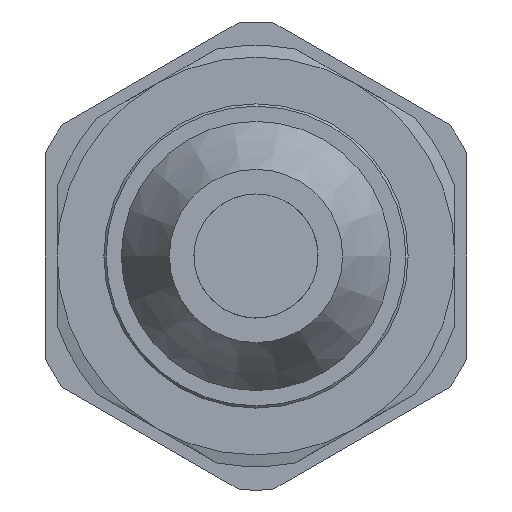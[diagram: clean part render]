
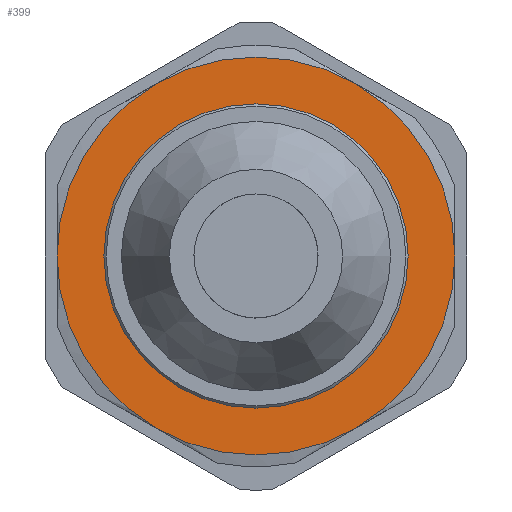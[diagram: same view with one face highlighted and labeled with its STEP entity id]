
A CAD part, left-side view. The second image highlights one B-rep face of the part: STEP entity #399.
In plain terms, the highlighted planar face has unit normal (-1, 0, 0).
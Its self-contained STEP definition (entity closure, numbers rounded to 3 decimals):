
#172=FACE_BOUND('',#665,.T.);
#173=FACE_BOUND('',#666,.T.);
#236=PLANE('',#2141);
#399=ADVANCED_FACE('',(#172,#173),#236,.T.);
#665=EDGE_LOOP('',(#1055));
#666=EDGE_LOOP('',(#1056,#1057,#1058,#1059,#1060,#1061));
#1055=ORIENTED_EDGE('',*,*,#1760,.T.);
#1056=ORIENTED_EDGE('',*,*,#1761,.T.);
#1057=ORIENTED_EDGE('',*,*,#1762,.T.);
#1058=ORIENTED_EDGE('',*,*,#1763,.T.);
#1059=ORIENTED_EDGE('',*,*,#1764,.T.);
#1060=ORIENTED_EDGE('',*,*,#1765,.T.);
#1061=ORIENTED_EDGE('',*,*,#1766,.T.);
#1568=VERTEX_POINT('',#2907);
#1569=VERTEX_POINT('',#2910);
#1570=VERTEX_POINT('',#2911);
#1571=VERTEX_POINT('',#2913);
#1572=VERTEX_POINT('',#2915);
#1573=VERTEX_POINT('',#2917);
#1574=VERTEX_POINT('',#2919);
#1760=EDGE_CURVE('',#1568,#1568,#2021,.T.);
#1761=EDGE_CURVE('',#1569,#1570,#2022,.T.);
#1762=EDGE_CURVE('',#1570,#1571,#2023,.T.);
#1763=EDGE_CURVE('',#1571,#1572,#2024,.T.);
#1764=EDGE_CURVE('',#1572,#1573,#2025,.T.);
#1765=EDGE_CURVE('',#1573,#1574,#2026,.T.);
#1766=EDGE_CURVE('',#1574,#1569,#2027,.T.);
#2021=CIRCLE('',#2133,6.4);
#2022=CIRCLE('',#2135,8.5);
#2023=CIRCLE('',#2136,8.5);
#2024=CIRCLE('',#2137,8.5);
#2025=CIRCLE('',#2138,8.5);
#2026=CIRCLE('',#2139,8.5);
#2027=CIRCLE('',#2140,8.5);
#2133=AXIS2_PLACEMENT_3D('',#2906,#2383,#2384);
#2135=AXIS2_PLACEMENT_3D('',#2909,#2387,#2388);
#2136=AXIS2_PLACEMENT_3D('',#2912,#2389,#2390);
#2137=AXIS2_PLACEMENT_3D('',#2914,#2391,#2392);
#2138=AXIS2_PLACEMENT_3D('',#2916,#2393,#2394);
#2139=AXIS2_PLACEMENT_3D('',#2918,#2395,#2396);
#2140=AXIS2_PLACEMENT_3D('',#2920,#2397,#2398);
#2141=AXIS2_PLACEMENT_3D('',#2921,#2399,#2400);
#2383=DIRECTION('',(1.,0.,0.));
#2384=DIRECTION('',(0.,-1.,0.));
#2387=DIRECTION('',(-1.,0.,0.));
#2388=DIRECTION('',(0.,0.,1.));
#2389=DIRECTION('',(-1.,0.,0.));
#2390=DIRECTION('',(0.,0.,1.));
#2391=DIRECTION('',(-1.,0.,0.));
#2392=DIRECTION('',(0.,0.,1.));
#2393=DIRECTION('',(-1.,0.,0.));
#2394=DIRECTION('',(0.,0.,1.));
#2395=DIRECTION('',(-1.,0.,0.));
#2396=DIRECTION('',(0.,0.,1.));
#2397=DIRECTION('',(-1.,0.,0.));
#2398=DIRECTION('',(0.,0.,1.));
#2399=DIRECTION('',(-1.,0.,0.));
#2400=DIRECTION('',(0.,0.,1.));
#2906=CARTESIAN_POINT('',(-23.,0.,0.));
#2907=CARTESIAN_POINT('',(-23.,-6.4,0.));
#2909=CARTESIAN_POINT('',(-23.,0.,0.));
#2910=CARTESIAN_POINT('',(-23.,-8.5,0.));
#2911=CARTESIAN_POINT('',(-23.,-4.25,7.361));
#2912=CARTESIAN_POINT('',(-23.,0.,0.));
#2913=CARTESIAN_POINT('',(-23.,4.25,7.361));
#2914=CARTESIAN_POINT('',(-23.,0.,0.));
#2915=CARTESIAN_POINT('',(-23.,8.5,0.));
#2916=CARTESIAN_POINT('',(-23.,0.,0.));
#2917=CARTESIAN_POINT('',(-23.,4.25,-7.361));
#2918=CARTESIAN_POINT('',(-23.,0.,0.));
#2919=CARTESIAN_POINT('',(-23.,-4.25,-7.361));
#2920=CARTESIAN_POINT('',(-23.,0.,0.));
#2921=CARTESIAN_POINT('',(-23.,0.,0.));
